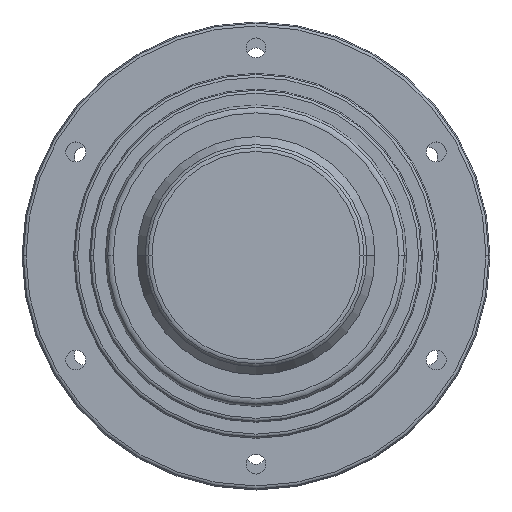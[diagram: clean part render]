
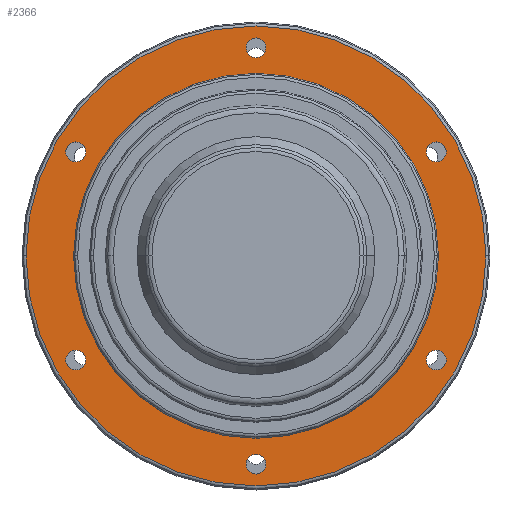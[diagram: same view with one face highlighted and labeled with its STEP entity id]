
A CAD part, top view. The second image highlights one B-rep face of the part: STEP entity #2366.
In plain terms, the highlighted planar face has unit normal (0, 0, 1).
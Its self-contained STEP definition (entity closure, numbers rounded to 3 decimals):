
#206=CARTESIAN_POINT('',(0.,0.,15.));
#207=DIRECTION('',(0.,0.,1.));
#208=DIRECTION('',(1.,0.,0.));
#209=AXIS2_PLACEMENT_3D('',#206,#207,#208);
#211=CARTESIAN_POINT('',(0.,0.,15.));
#212=DIRECTION('',(0.,0.,1.));
#213=DIRECTION('',(-1.,0.,0.));
#214=AXIS2_PLACEMENT_3D('',#211,#212,#213);
#216=CARTESIAN_POINT('',(-45.466,-26.25,15.));
#217=DIRECTION('',(0.,0.,-1.));
#218=DIRECTION('',(1.,0.,0.));
#219=AXIS2_PLACEMENT_3D('',#216,#217,#218);
#221=CARTESIAN_POINT('',(-45.466,-26.25,15.));
#222=DIRECTION('',(0.,0.,-1.));
#223=DIRECTION('',(-1.,0.,0.));
#224=AXIS2_PLACEMENT_3D('',#221,#222,#223);
#226=CARTESIAN_POINT('',(-45.466,26.25,15.));
#227=DIRECTION('',(0.,0.,-1.));
#228=DIRECTION('',(1.,0.,0.));
#229=AXIS2_PLACEMENT_3D('',#226,#227,#228);
#231=CARTESIAN_POINT('',(-45.466,26.25,15.));
#232=DIRECTION('',(0.,0.,-1.));
#233=DIRECTION('',(-1.,0.,0.));
#234=AXIS2_PLACEMENT_3D('',#231,#232,#233);
#236=CARTESIAN_POINT('',(0.,52.5,15.));
#237=DIRECTION('',(0.,0.,-1.));
#238=DIRECTION('',(1.,0.,0.));
#239=AXIS2_PLACEMENT_3D('',#236,#237,#238);
#241=CARTESIAN_POINT('',(0.,52.5,15.));
#242=DIRECTION('',(0.,0.,-1.));
#243=DIRECTION('',(-1.,0.,0.));
#244=AXIS2_PLACEMENT_3D('',#241,#242,#243);
#246=CARTESIAN_POINT('',(45.466,26.25,15.));
#247=DIRECTION('',(0.,0.,-1.));
#248=DIRECTION('',(1.,0.,0.));
#249=AXIS2_PLACEMENT_3D('',#246,#247,#248);
#251=CARTESIAN_POINT('',(45.466,26.25,15.));
#252=DIRECTION('',(0.,0.,-1.));
#253=DIRECTION('',(-1.,0.,0.));
#254=AXIS2_PLACEMENT_3D('',#251,#252,#253);
#256=CARTESIAN_POINT('',(45.466,-26.25,15.));
#257=DIRECTION('',(0.,0.,-1.));
#258=DIRECTION('',(1.,0.,0.));
#259=AXIS2_PLACEMENT_3D('',#256,#257,#258);
#261=CARTESIAN_POINT('',(45.466,-26.25,15.));
#262=DIRECTION('',(0.,0.,-1.));
#263=DIRECTION('',(-1.,0.,0.));
#264=AXIS2_PLACEMENT_3D('',#261,#262,#263);
#266=CARTESIAN_POINT('',(0.,-52.5,15.));
#267=DIRECTION('',(0.,0.,-1.));
#268=DIRECTION('',(1.,0.,0.));
#269=AXIS2_PLACEMENT_3D('',#266,#267,#268);
#271=CARTESIAN_POINT('',(0.,-52.5,15.));
#272=DIRECTION('',(0.,0.,-1.));
#273=DIRECTION('',(-1.,0.,0.));
#274=AXIS2_PLACEMENT_3D('',#271,#272,#273);
#276=CARTESIAN_POINT('',(0.,0.,15.));
#277=DIRECTION('',(0.,0.,-1.));
#278=DIRECTION('',(1.,0.,0.));
#279=AXIS2_PLACEMENT_3D('',#276,#277,#278);
#281=CARTESIAN_POINT('',(0.,0.,15.));
#282=DIRECTION('',(0.,0.,-1.));
#283=DIRECTION('',(-1.,0.,0.));
#284=AXIS2_PLACEMENT_3D('',#281,#282,#283);
#1762=CARTESIAN_POINT('',(-2.5,-52.5,15.));
#1764=VERTEX_POINT('',#1762);
#1766=CARTESIAN_POINT('',(2.5,-52.5,15.));
#1768=VERTEX_POINT('',#1766);
#1771=CARTESIAN_POINT('',(-46.,0.,15.));
#1773=VERTEX_POINT('',#1771);
#1775=CARTESIAN_POINT('',(46.,0.,15.));
#1777=VERTEX_POINT('',#1775);
#1779=CARTESIAN_POINT('',(42.966,-26.25,15.));
#1781=VERTEX_POINT('',#1779);
#1783=CARTESIAN_POINT('',(47.966,-26.25,15.));
#1785=VERTEX_POINT('',#1783);
#1788=CARTESIAN_POINT('',(42.966,26.25,15.));
#1790=VERTEX_POINT('',#1788);
#1792=CARTESIAN_POINT('',(47.966,26.25,15.));
#1794=VERTEX_POINT('',#1792);
#1958=CARTESIAN_POINT('',(-58.,0.,15.));
#1959=VERTEX_POINT('',#1958);
#1960=CARTESIAN_POINT('',(58.,0.,15.));
#1961=VERTEX_POINT('',#1960);
#1963=CARTESIAN_POINT('',(-47.966,-26.25,15.));
#1965=VERTEX_POINT('',#1963);
#1967=CARTESIAN_POINT('',(-42.966,-26.25,15.));
#1969=VERTEX_POINT('',#1967);
#1972=CARTESIAN_POINT('',(-47.966,26.25,15.));
#1974=VERTEX_POINT('',#1972);
#1976=CARTESIAN_POINT('',(-42.966,26.25,15.));
#1978=VERTEX_POINT('',#1976);
#2005=CARTESIAN_POINT('',(-2.5,52.5,15.));
#2007=VERTEX_POINT('',#2005);
#2009=CARTESIAN_POINT('',(2.5,52.5,15.));
#2011=VERTEX_POINT('',#2009);
#2315=CARTESIAN_POINT('',(0.,0.,15.));
#2316=DIRECTION('',(0.,0.,1.));
#2317=DIRECTION('',(1.,0.,0.));
#2318=AXIS2_PLACEMENT_3D('',#2315,#2316,#2317);
#2319=PLANE('',#2318);
#2321=ORIENTED_EDGE('',*,*,#2320,.F.);
#2323=ORIENTED_EDGE('',*,*,#2322,.F.);
#2324=EDGE_LOOP('',(#2321,#2323));
#2325=FACE_OUTER_BOUND('',#2324,.F.);
#2327=ORIENTED_EDGE('',*,*,#2326,.F.);
#2329=ORIENTED_EDGE('',*,*,#2328,.F.);
#2330=EDGE_LOOP('',(#2327,#2329));
#2331=FACE_BOUND('',#2330,.F.);
#2333=ORIENTED_EDGE('',*,*,#2332,.F.);
#2335=ORIENTED_EDGE('',*,*,#2334,.F.);
#2336=EDGE_LOOP('',(#2333,#2335));
#2337=FACE_BOUND('',#2336,.F.);
#2339=ORIENTED_EDGE('',*,*,#2338,.F.);
#2341=ORIENTED_EDGE('',*,*,#2340,.F.);
#2342=EDGE_LOOP('',(#2339,#2341));
#2343=FACE_BOUND('',#2342,.F.);
#2345=ORIENTED_EDGE('',*,*,#2344,.F.);
#2347=ORIENTED_EDGE('',*,*,#2346,.F.);
#2348=EDGE_LOOP('',(#2345,#2347));
#2349=FACE_BOUND('',#2348,.F.);
#2351=ORIENTED_EDGE('',*,*,#2350,.F.);
#2353=ORIENTED_EDGE('',*,*,#2352,.F.);
#2354=EDGE_LOOP('',(#2351,#2353));
#2355=FACE_BOUND('',#2354,.F.);
#2357=ORIENTED_EDGE('',*,*,#2356,.F.);
#2359=ORIENTED_EDGE('',*,*,#2358,.F.);
#2360=EDGE_LOOP('',(#2357,#2359));
#2361=FACE_BOUND('',#2360,.F.);
#2362=ORIENTED_EDGE('',*,*,#2282,.F.);
#2363=ORIENTED_EDGE('',*,*,#2297,.F.);
#2364=EDGE_LOOP('',(#2362,#2363));
#2365=FACE_BOUND('',#2364,.F.);
#2366=ADVANCED_FACE('',(#2325,#2331,#2337,#2343,#2349,#2355,#2361,#2365),#2319,
.T.);
#210=CIRCLE('',#209,58.);
#215=CIRCLE('',#214,58.);
#220=CIRCLE('',#219,2.5);
#225=CIRCLE('',#224,2.5);
#230=CIRCLE('',#229,2.5);
#235=CIRCLE('',#234,2.5);
#240=CIRCLE('',#239,2.5);
#245=CIRCLE('',#244,2.5);
#250=CIRCLE('',#249,2.5);
#255=CIRCLE('',#254,2.5);
#260=CIRCLE('',#259,2.5);
#265=CIRCLE('',#264,2.5);
#270=CIRCLE('',#269,2.5);
#275=CIRCLE('',#274,2.5);
#280=CIRCLE('',#279,46.);
#285=CIRCLE('',#284,46.);
#2282=EDGE_CURVE('',#1777,#1773,#280,.T.);
#2297=EDGE_CURVE('',#1773,#1777,#285,.T.);
#2320=EDGE_CURVE('',#1961,#1959,#210,.T.);
#2322=EDGE_CURVE('',#1959,#1961,#215,.T.);
#2326=EDGE_CURVE('',#1969,#1965,#220,.T.);
#2328=EDGE_CURVE('',#1965,#1969,#225,.T.);
#2332=EDGE_CURVE('',#1978,#1974,#230,.T.);
#2334=EDGE_CURVE('',#1974,#1978,#235,.T.);
#2338=EDGE_CURVE('',#2011,#2007,#240,.T.);
#2340=EDGE_CURVE('',#2007,#2011,#245,.T.);
#2344=EDGE_CURVE('',#1794,#1790,#250,.T.);
#2346=EDGE_CURVE('',#1790,#1794,#255,.T.);
#2350=EDGE_CURVE('',#1785,#1781,#260,.T.);
#2352=EDGE_CURVE('',#1781,#1785,#265,.T.);
#2356=EDGE_CURVE('',#1768,#1764,#270,.T.);
#2358=EDGE_CURVE('',#1764,#1768,#275,.T.);
